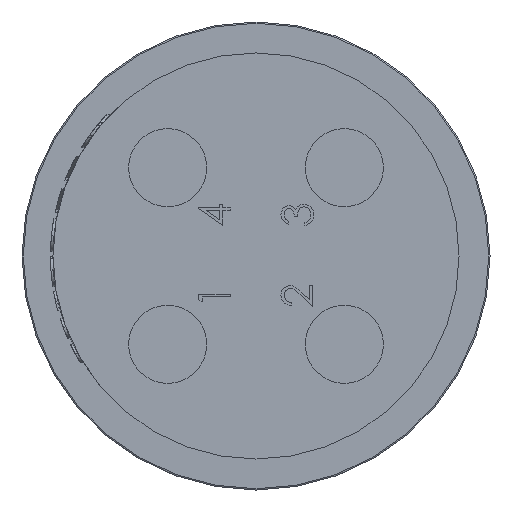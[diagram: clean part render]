
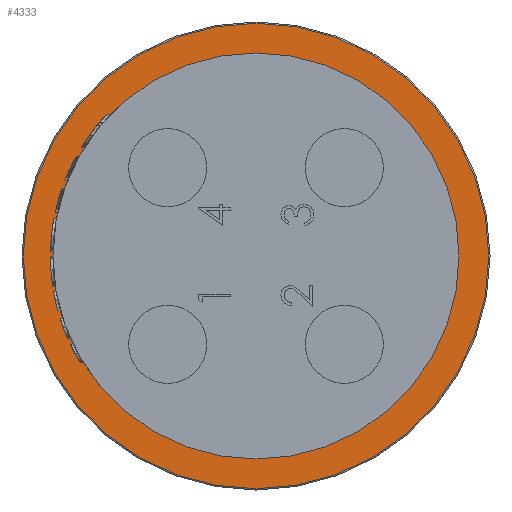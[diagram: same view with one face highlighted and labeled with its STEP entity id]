
A CAD part, left-side view. The second image highlights one B-rep face of the part: STEP entity #4333.
In plain terms, the highlighted planar face has unit normal (-1, 0, 0).
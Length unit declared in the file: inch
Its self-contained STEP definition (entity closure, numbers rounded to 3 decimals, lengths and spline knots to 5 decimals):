
#331=FACE_BOUND('',#1357,.T.);
#1102=FACE_OUTER_BOUND('',#1356,.T.);
#1356=EDGE_LOOP('',(#3379,#3380));
#1357=EDGE_LOOP('',(#3381,#3382));
#1572=CIRCLE('',#4656,0.932);
#1573=CIRCLE('',#4657,0.932);
#1574=CIRCLE('',#4658,0.813);
#1575=CIRCLE('',#4659,0.813);
#1924=VERTEX_POINT('',#9524);
#1925=VERTEX_POINT('',#9525);
#1926=VERTEX_POINT('',#9528);
#1927=VERTEX_POINT('',#9529);
#2483=EDGE_CURVE('',#1924,#1925,#1572,.T.);
#2484=EDGE_CURVE('',#1925,#1924,#1573,.T.);
#2485=EDGE_CURVE('',#1926,#1927,#1574,.T.);
#2486=EDGE_CURVE('',#1927,#1926,#1575,.T.);
#3379=ORIENTED_EDGE('',*,*,#2483,.F.);
#3380=ORIENTED_EDGE('',*,*,#2484,.F.);
#3381=ORIENTED_EDGE('',*,*,#2485,.T.);
#3382=ORIENTED_EDGE('',*,*,#2486,.T.);
#4100=PLANE('',#4655);
#4333=ADVANCED_FACE('',(#1102,#331),#4100,.F.);
#4655=AXIS2_PLACEMENT_3D('',#9523,#5391,#5392);
#4656=AXIS2_PLACEMENT_3D('',#9526,#5393,#5394);
#4657=AXIS2_PLACEMENT_3D('',#9527,#5395,#5396);
#4658=AXIS2_PLACEMENT_3D('',#9530,#5397,#5398);
#4659=AXIS2_PLACEMENT_3D('',#9531,#5399,#5400);
#5391=DIRECTION('center_axis',(1.,0.,0.));
#5392=DIRECTION('ref_axis',(0.,-1.,0.));
#5393=DIRECTION('center_axis',(1.,0.,0.));
#5394=DIRECTION('ref_axis',(0.,-1.,0.));
#5395=DIRECTION('center_axis',(1.,0.,0.));
#5396=DIRECTION('ref_axis',(0.,-1.,0.));
#5397=DIRECTION('center_axis',(1.,0.,0.));
#5398=DIRECTION('ref_axis',(0.,-1.,0.));
#5399=DIRECTION('center_axis',(1.,0.,0.));
#5400=DIRECTION('ref_axis',(0.,-1.,0.));
#9523=CARTESIAN_POINT('Origin',(-1.175,0.813,0.));
#9524=CARTESIAN_POINT('',(-1.175,-0.932,0.));
#9525=CARTESIAN_POINT('',(-1.175,0.932,0.));
#9526=CARTESIAN_POINT('Origin',(-1.175,0.,0.));
#9527=CARTESIAN_POINT('Origin',(-1.175,0.,0.));
#9528=CARTESIAN_POINT('',(-1.175,-0.813,0.));
#9529=CARTESIAN_POINT('',(-1.175,0.813,0.));
#9530=CARTESIAN_POINT('Origin',(-1.175,0.,0.));
#9531=CARTESIAN_POINT('Origin',(-1.175,0.,0.));
